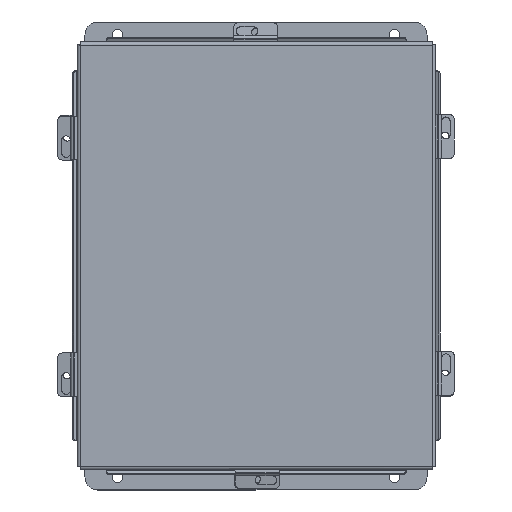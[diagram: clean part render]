
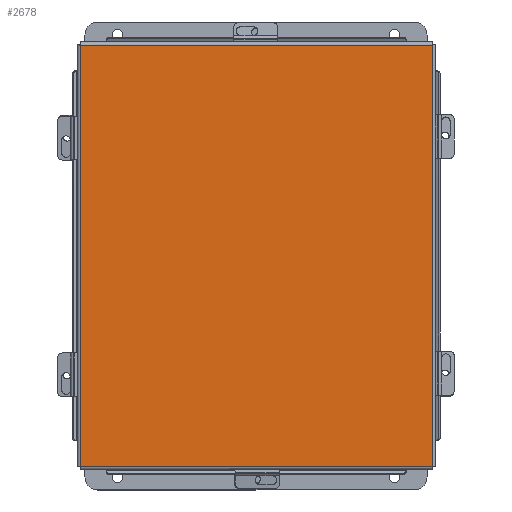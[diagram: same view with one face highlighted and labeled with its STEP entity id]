
A CAD part, top view. The second image highlights one B-rep face of the part: STEP entity #2678.
In plain terms, the highlighted face is planar.
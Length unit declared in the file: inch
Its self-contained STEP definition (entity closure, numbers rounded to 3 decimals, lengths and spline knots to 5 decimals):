
#226 = DIRECTION ( 'NONE',  ( -1., 0., 0. ) ) ;
#640 = DIRECTION ( 'NONE',  ( 1., 0., 0. ) ) ;
#712 = LINE ( 'NONE', #5761, #3640 ) ;
#898 = CARTESIAN_POINT ( 'NONE',  ( 0., 0., -0.0747 ) ) ;
#935 = ORIENTED_EDGE ( 'NONE', *, *, #3959, .T. ) ;
#1149 = CARTESIAN_POINT ( 'NONE',  ( 5.06855, 6.07448, -0.0747 ) ) ;
#1336 = CARTESIAN_POINT ( 'NONE',  ( -5.06855, 6.06855, -0.0747 ) ) ;
#1959 = VERTEX_POINT ( 'NONE', #1336 ) ;
#2573 = ORIENTED_EDGE ( 'NONE', *, *, #4231, .T. ) ;
#2678 = ADVANCED_FACE ( 'NONE', ( #9331 ), #3977, .T. ) ;
#3307 = EDGE_LOOP ( 'NONE', ( #5363, #3676, #2573, #935 ) ) ;
#3625 = EDGE_CURVE ( 'NONE', #5940, #5228, #7934, .T. ) ;
#3640 = VECTOR ( 'NONE', #6599, 39.37008 ) ;
#3662 = CARTESIAN_POINT ( 'NONE',  ( 5.06855, 6.06855, -0.0747 ) ) ;
#3676 = ORIENTED_EDGE ( 'NONE', *, *, #3625, .T. ) ;
#3959 = EDGE_CURVE ( 'NONE', #6754, #1959, #712, .T. ) ;
#3968 = CARTESIAN_POINT ( 'NONE',  ( -5.06855, -6.06855, -0.0747 ) ) ;
#3977 = PLANE ( 'NONE',  #8234 ) ;
#4231 = EDGE_CURVE ( 'NONE', #5228, #6754, #8002, .T. ) ;
#4513 = VECTOR ( 'NONE', #9621, 39.37008 ) ;
#4525 = LINE ( 'NONE', #5100, #8561 ) ;
#4832 = DIRECTION ( 'NONE',  ( 0., 0., -1. ) ) ;
#4848 = CARTESIAN_POINT ( 'NONE',  ( 5.06855, -6.06855, -0.0747 ) ) ;
#5100 = CARTESIAN_POINT ( 'NONE',  ( -5.07448, 6.06855, -0.0747 ) ) ;
#5228 = VERTEX_POINT ( 'NONE', #4848 ) ;
#5363 = ORIENTED_EDGE ( 'NONE', *, *, #7717, .T. ) ;
#5605 = CARTESIAN_POINT ( 'NONE',  ( 5.07448, -6.06855, -0.0747 ) ) ;
#5761 = CARTESIAN_POINT ( 'NONE',  ( -5.06855, -6.07448, -0.0747 ) ) ;
#5940 = VERTEX_POINT ( 'NONE', #3662 ) ;
#6183 = DIRECTION ( 'NONE',  ( -1., 0., 0. ) ) ;
#6599 = DIRECTION ( 'NONE',  ( 0., 1., 0. ) ) ;
#6754 = VERTEX_POINT ( 'NONE', #3968 ) ;
#7717 = EDGE_CURVE ( 'NONE', #1959, #5940, #4525, .T. ) ;
#7934 = LINE ( 'NONE', #1149, #4513 ) ;
#8002 = LINE ( 'NONE', #5605, #8252 ) ;
#8234 = AXIS2_PLACEMENT_3D ( 'NONE', #898, #4832, #226 ) ;
#8252 = VECTOR ( 'NONE', #6183, 39.37008 ) ;
#8561 = VECTOR ( 'NONE', #640, 39.37008 ) ;
#9331 = FACE_OUTER_BOUND ( 'NONE', #3307, .T. ) ;
#9621 = DIRECTION ( 'NONE',  ( 0., -1., 0. ) ) ;
